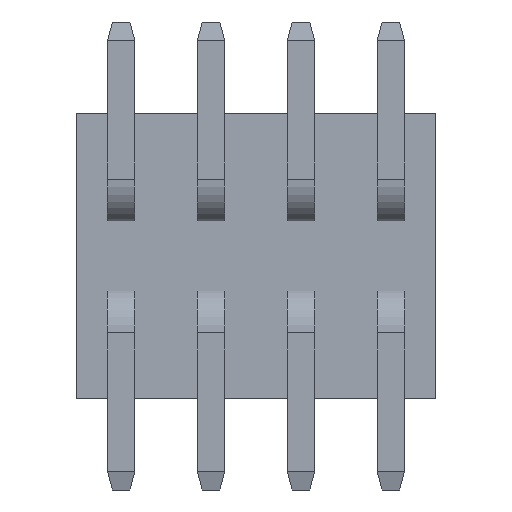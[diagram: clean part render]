
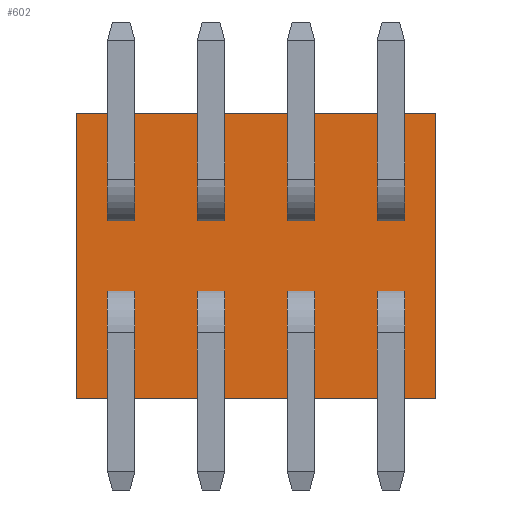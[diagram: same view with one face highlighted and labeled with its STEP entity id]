
A CAD part, front view. The second image highlights one B-rep face of the part: STEP entity #602.
In plain terms, the highlighted planar face has unit normal (0, -1, 0).
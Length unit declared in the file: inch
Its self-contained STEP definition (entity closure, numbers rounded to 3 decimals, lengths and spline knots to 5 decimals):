
#602 = ADVANCED_FACE( '', ( #1179 ), #1180, .F. );
#1179 = FACE_OUTER_BOUND( '', #1739, .T. );
#1180 = PLANE( '', #1740 );
#1739 = EDGE_LOOP( '', ( #3384, #3385, #3386, #3387 ) );
#1740 = AXIS2_PLACEMENT_3D( '', #3388, #3389, #3390 );
#3384 = ORIENTED_EDGE( '', *, *, #4005, .T. );
#3385 = ORIENTED_EDGE( '', *, *, #3739, .F. );
#3386 = ORIENTED_EDGE( '', *, *, #3996, .F. );
#3387 = ORIENTED_EDGE( '', *, *, #3642, .T. );
#3388 = CARTESIAN_POINT( '', ( 0.07874, 0., 0.0625 ) );
#3389 = DIRECTION( '', ( 0., 1., 0. ) );
#3390 = DIRECTION( '', ( 0., 0., 1. ) );
#3642 = EDGE_CURVE( '', #4455, #4453, #4456, .T. );
#3739 = EDGE_CURVE( '', #4600, #4595, #4602, .T. );
#3996 = EDGE_CURVE( '', #4455, #4600, #4938, .T. );
#4005 = EDGE_CURVE( '', #4453, #4595, #4947, .T. );
#4453 = VERTEX_POINT( '', #5567 );
#4455 = VERTEX_POINT( '', #5570 );
#4456 = LINE( '', #5571, #5572 );
#4595 = VERTEX_POINT( '', #5784 );
#4600 = VERTEX_POINT( '', #5791 );
#4602 = LINE( '', #5794, #5795 );
#4938 = LINE( '', #6304, #6305 );
#4947 = LINE( '', #6318, #6319 );
#5567 = CARTESIAN_POINT( '', ( -0.07874, 0., 0.0625 ) );
#5570 = CARTESIAN_POINT( '', ( 0.07874, 0., 0.0625 ) );
#5571 = CARTESIAN_POINT( '', ( 0.07874, 0., 0.0625 ) );
#5572 = VECTOR( '', #6622, 39.37008 );
#5784 = CARTESIAN_POINT( '', ( -0.07874, 0., -0.0625 ) );
#5791 = CARTESIAN_POINT( '', ( 0.07874, 0., -0.0625 ) );
#5794 = CARTESIAN_POINT( '', ( 0.07874, 0., -0.0625 ) );
#5795 = VECTOR( '', #6702, 39.37008 );
#6304 = CARTESIAN_POINT( '', ( 0.07874, 0., 0.0625 ) );
#6305 = VECTOR( '', #6888, 39.37008 );
#6318 = CARTESIAN_POINT( '', ( -0.07874, 0., 0.0625 ) );
#6319 = VECTOR( '', #6893, 39.37008 );
#6622 = DIRECTION( '', ( -1., 0., 0. ) );
#6702 = DIRECTION( '', ( -1., 0., 0. ) );
#6888 = DIRECTION( '', ( 0., 0., -1. ) );
#6893 = DIRECTION( '', ( 0., 0., -1. ) );
